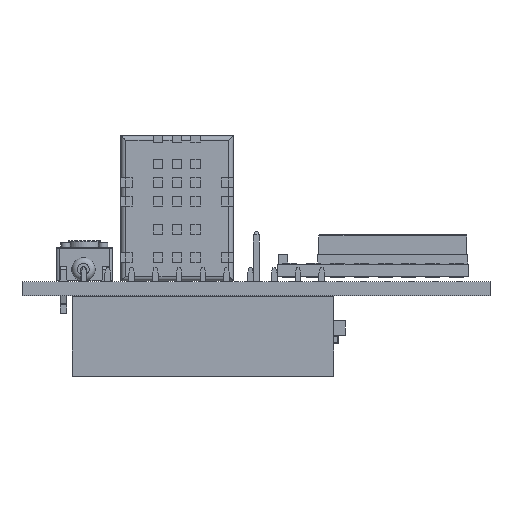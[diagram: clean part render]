
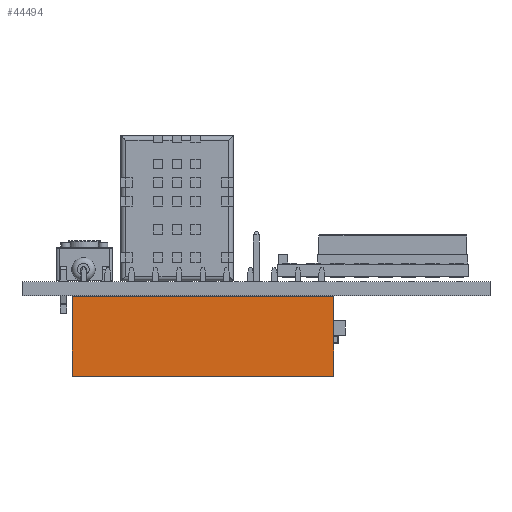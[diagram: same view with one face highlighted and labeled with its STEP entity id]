
A CAD part, front view. The second image highlights one B-rep face of the part: STEP entity #44494.
In plain terms, the highlighted face is planar.
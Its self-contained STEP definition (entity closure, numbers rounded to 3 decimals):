
#43171 = VERTEX_POINT('',#43172);
#43172 = CARTESIAN_POINT('',(-1.27,-26.67,0.));
#43180 = EDGE_CURVE('',#43171,#43181,#43183,.T.);
#43181 = VERTEX_POINT('',#43182);
#43182 = CARTESIAN_POINT('',(-1.27,-26.67,8.5));
#43183 = LINE('',#43184,#43185);
#43184 = CARTESIAN_POINT('',(-1.27,-26.67,0.));
#43185 = VECTOR('',#43186,1.);
#43186 = DIRECTION('',(0.,0.,1.));
#43243 = VERTEX_POINT('',#43244);
#43244 = CARTESIAN_POINT('',(-1.27,1.27,8.5));
#43250 = EDGE_CURVE('',#43251,#43243,#43253,.T.);
#43251 = VERTEX_POINT('',#43252);
#43252 = CARTESIAN_POINT('',(-1.27,1.27,0.));
#43253 = LINE('',#43254,#43255);
#43254 = CARTESIAN_POINT('',(-1.27,1.27,0.));
#43255 = VECTOR('',#43256,1.);
#43256 = DIRECTION('',(0.,0.,1.));
#43315 = EDGE_CURVE('',#43243,#43181,#43316,.T.);
#43316 = LINE('',#43317,#43318);
#43317 = CARTESIAN_POINT('',(-1.27,1.27,8.5));
#43318 = VECTOR('',#43319,1.);
#43319 = DIRECTION('',(0.,-1.,0.));
#43712 = EDGE_CURVE('',#43251,#43171,#43713,.T.);
#43713 = LINE('',#43714,#43715);
#43714 = CARTESIAN_POINT('',(-1.27,1.27,0.));
#43715 = VECTOR('',#43716,1.);
#43716 = DIRECTION('',(0.,-1.,0.));
#44494 = ADVANCED_FACE('',(#44495),#44501,.F.);
#44495 = FACE_BOUND('',#44496,.F.);
#44496 = EDGE_LOOP('',(#44497,#44498,#44499,#44500));
#44497 = ORIENTED_EDGE('',*,*,#43250,.T.);
#44498 = ORIENTED_EDGE('',*,*,#43315,.T.);
#44499 = ORIENTED_EDGE('',*,*,#43180,.F.);
#44500 = ORIENTED_EDGE('',*,*,#43712,.F.);
#44501 = PLANE('',#44502);
#44502 = AXIS2_PLACEMENT_3D('',#44503,#44504,#44505);
#44503 = CARTESIAN_POINT('',(-1.27,1.27,0.));
#44504 = DIRECTION('',(1.,0.,0.));
#44505 = DIRECTION('',(0.,-1.,0.));
